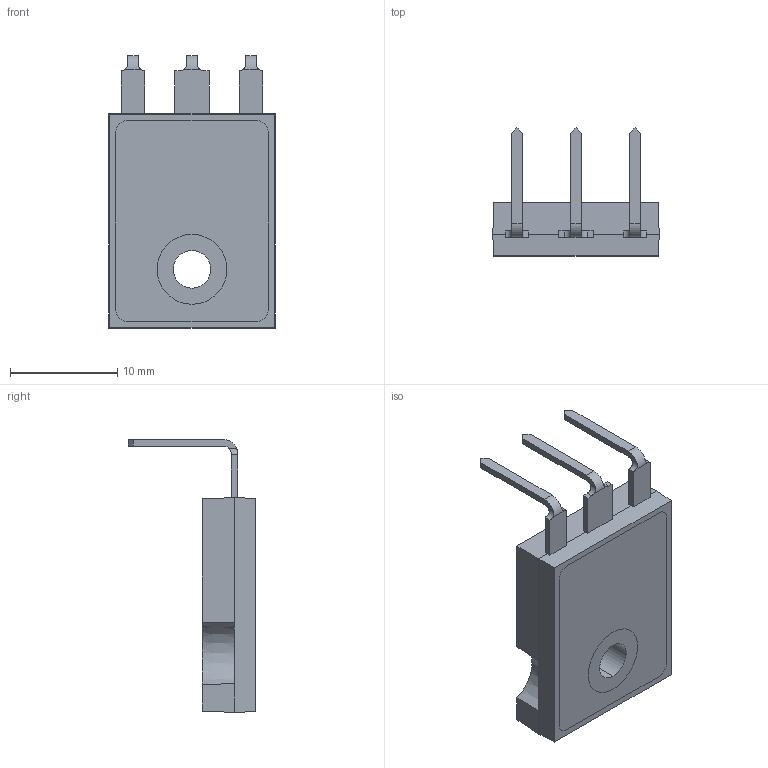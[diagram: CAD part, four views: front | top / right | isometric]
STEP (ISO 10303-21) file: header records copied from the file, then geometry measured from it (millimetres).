
FILE_DESCRIPTION (( 'STEP AP214' ), '1' );
FILE_NAME ('4EFD1A42-F16C-445D-B075-13CF07C6ED3D.STEP', '2023-07-19T06:15:24', ( '' ), ( '' ), 'SwSTEP 2.0', 'SolidWorks 2022', '' );
FILE_SCHEMA (( 'AUTOMOTIVE_DESIGN' ));
Length unit declared in the file: millimetre
Products named in the file (1): 4EFD1A42-F16C-445D-B075-13CF07C6ED3D
Bounding box: 15.5 x 11.9 x 25.4 mm (x, y, z)
Volume: 1454.8 mm3; surface area: 1976.8 mm2
Topology: 5 solids, 5 shells, 94 faces, 243 edges, 158 vertices
Faces by surface type: plane 66, cylinder 26, cone 2
Entity records: 2988 total; most frequent: CARTESIAN_POINT 568, ORIENTED_EDGE 486, DIRECTION 477, EDGE_CURVE 243, LINE 167, VECTOR 167, VERTEX_POINT 158, AXIS2_PLACEMENT_3D 155
